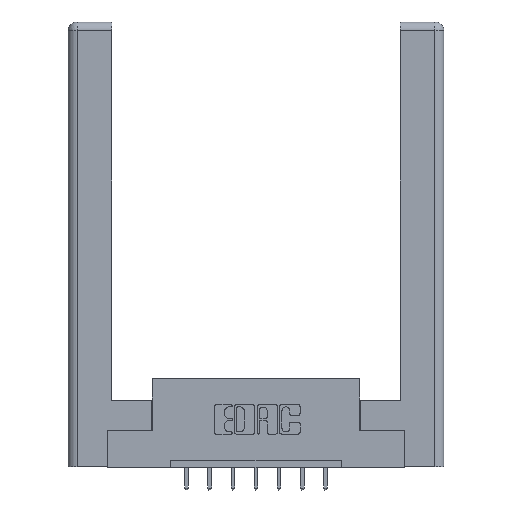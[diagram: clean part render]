
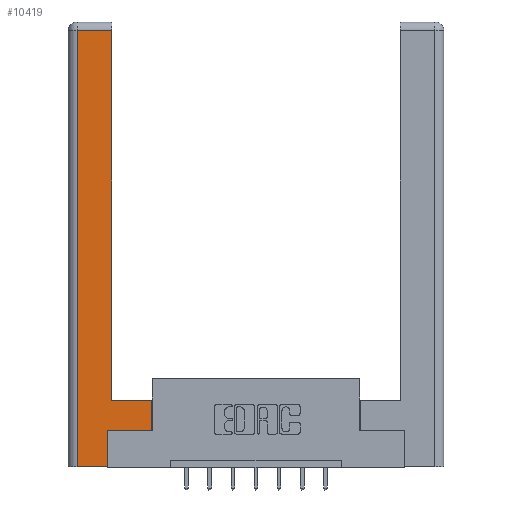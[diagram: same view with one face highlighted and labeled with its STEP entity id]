
A CAD part, top view. The second image highlights one B-rep face of the part: STEP entity #10419.
In plain terms, the highlighted planar face has unit normal (0, 0, 1).
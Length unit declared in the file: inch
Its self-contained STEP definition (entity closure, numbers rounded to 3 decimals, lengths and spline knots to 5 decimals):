
#137 = CARTESIAN_POINT ( 'NONE',  ( 0.295, 3., 0. ) ) ;
#165 = DIRECTION ( 'NONE',  ( 0., -1., 0. ) ) ;
#197 = LINE ( 'NONE', #6654, #6162 ) ;
#535 = CARTESIAN_POINT ( 'NONE',  ( 0.265, 0., 0. ) ) ;
#1079 = VERTEX_POINT ( 'NONE', #1688 ) ;
#1296 = VERTEX_POINT ( 'NONE', #7944 ) ;
#1524 = ORIENTED_EDGE ( 'NONE', *, *, #9368, .T. ) ;
#1688 = CARTESIAN_POINT ( 'NONE',  ( 0.295, 2.94, 0. ) ) ;
#1713 = VECTOR ( 'NONE', #5470, 39.37008 ) ;
#1764 = EDGE_CURVE ( 'NONE', #12195, #4853, #6747, .T. ) ;
#1841 = LINE ( 'NONE', #4711, #11713 ) ;
#1858 = VECTOR ( 'NONE', #7748, 39.37008 ) ;
#1863 = DIRECTION ( 'NONE',  ( 1., 0., 0. ) ) ;
#2264 = CARTESIAN_POINT ( 'NONE',  ( 0., 0., 0. ) ) ;
#3165 = DIRECTION ( 'NONE',  ( 0., 0., -1. ) ) ;
#3981 = ORIENTED_EDGE ( 'NONE', *, *, #10376, .T. ) ;
#4596 = CARTESIAN_POINT ( 'NONE',  ( 0.295, 0.45, 0. ) ) ;
#4711 = CARTESIAN_POINT ( 'NONE',  ( 0.265, 0.245, 0. ) ) ;
#4833 = ORIENTED_EDGE ( 'NONE', *, *, #10330, .T. ) ;
#4853 = VERTEX_POINT ( 'NONE', #5010 ) ;
#5010 = CARTESIAN_POINT ( 'NONE',  ( 0.265, 0., 0. ) ) ;
#5123 = FACE_OUTER_BOUND ( 'NONE', #8070, .T. ) ;
#5160 = DIRECTION ( 'NONE',  ( -1., 0., 0. ) ) ;
#5470 = DIRECTION ( 'NONE',  ( -1., 0., 0. ) ) ;
#5580 = CARTESIAN_POINT ( 'NONE',  ( 0.0615, 0., 0. ) ) ;
#5673 = ORIENTED_EDGE ( 'NONE', *, *, #11551, .T. ) ;
#5695 = DIRECTION ( 'NONE',  ( 0., 1., 0. ) ) ;
#5798 = DIRECTION ( 'NONE',  ( -1., 0., 0. ) ) ;
#6162 = VECTOR ( 'NONE', #1863, 39.37008 ) ;
#6290 = EDGE_CURVE ( 'NONE', #9200, #1296, #10499, .T. ) ;
#6349 = CARTESIAN_POINT ( 'NONE',  ( 0.565, 0.245, 0. ) ) ;
#6468 = VERTEX_POINT ( 'NONE', #7126 ) ;
#6654 = CARTESIAN_POINT ( 'NONE',  ( 0.565, 0.245, 0. ) ) ;
#6688 = DIRECTION ( 'NONE',  ( 0., 1., 0. ) ) ;
#6747 = LINE ( 'NONE', #535, #9273 ) ;
#6853 = VERTEX_POINT ( 'NONE', #10382 ) ;
#7008 = EDGE_CURVE ( 'NONE', #1296, #12192, #8558, .T. ) ;
#7126 = CARTESIAN_POINT ( 'NONE',  ( 0.265, 0.245, 0. ) ) ;
#7161 = DIRECTION ( 'NONE',  ( 1., 0., 0. ) ) ;
#7227 = EDGE_CURVE ( 'NONE', #6468, #9200, #197, .T. ) ;
#7748 = DIRECTION ( 'NONE',  ( 0., 1., 0. ) ) ;
#7944 = CARTESIAN_POINT ( 'NONE',  ( 0.565, 0.45, 0. ) ) ;
#8070 = EDGE_LOOP ( 'NONE', ( #4833, #3981, #1524, #8634, #5673, #11851, #12134, #10203 ) ) ;
#8103 = VECTOR ( 'NONE', #6688, 39.37008 ) ;
#8558 = LINE ( 'NONE', #11038, #1713 ) ;
#8596 = CARTESIAN_POINT ( 'NONE',  ( 0.0615, 2.94, 0. ) ) ;
#8634 = ORIENTED_EDGE ( 'NONE', *, *, #1764, .T. ) ;
#8742 = VECTOR ( 'NONE', #165, 39.37008 ) ;
#8902 = AXIS2_PLACEMENT_3D ( 'NONE', #2264, #3165, #5160 ) ;
#9200 = VERTEX_POINT ( 'NONE', #6349 ) ;
#9273 = VECTOR ( 'NONE', #7161, 39.37008 ) ;
#9368 = EDGE_CURVE ( 'NONE', #6853, #12195, #11760, .T. ) ;
#9712 = CARTESIAN_POINT ( 'NONE',  ( 0.565, 0.45, 0. ) ) ;
#10203 = ORIENTED_EDGE ( 'NONE', *, *, #7008, .T. ) ;
#10330 = EDGE_CURVE ( 'NONE', #12192, #1079, #10980, .T. ) ;
#10368 = LINE ( 'NONE', #8596, #10511 ) ;
#10376 = EDGE_CURVE ( 'NONE', #1079, #6853, #10368, .T. ) ;
#10382 = CARTESIAN_POINT ( 'NONE',  ( 0.0615, 2.94, 0. ) ) ;
#10419 = ADVANCED_FACE ( 'NONE', ( #5123 ), #10735, .F. ) ;
#10499 = LINE ( 'NONE', #9712, #1858 ) ;
#10511 = VECTOR ( 'NONE', #5798, 39.37008 ) ;
#10735 = PLANE ( 'NONE',  #8902 ) ;
#10980 = LINE ( 'NONE', #137, #8103 ) ;
#11038 = CARTESIAN_POINT ( 'NONE',  ( 0.295, 0.45, 0. ) ) ;
#11298 = CARTESIAN_POINT ( 'NONE',  ( 0.0615, 0., 0. ) ) ;
#11551 = EDGE_CURVE ( 'NONE', #4853, #6468, #1841, .T. ) ;
#11713 = VECTOR ( 'NONE', #5695, 39.37008 ) ;
#11760 = LINE ( 'NONE', #5580, #8742 ) ;
#11851 = ORIENTED_EDGE ( 'NONE', *, *, #7227, .T. ) ;
#12134 = ORIENTED_EDGE ( 'NONE', *, *, #6290, .T. ) ;
#12192 = VERTEX_POINT ( 'NONE', #4596 ) ;
#12195 = VERTEX_POINT ( 'NONE', #11298 ) ;
